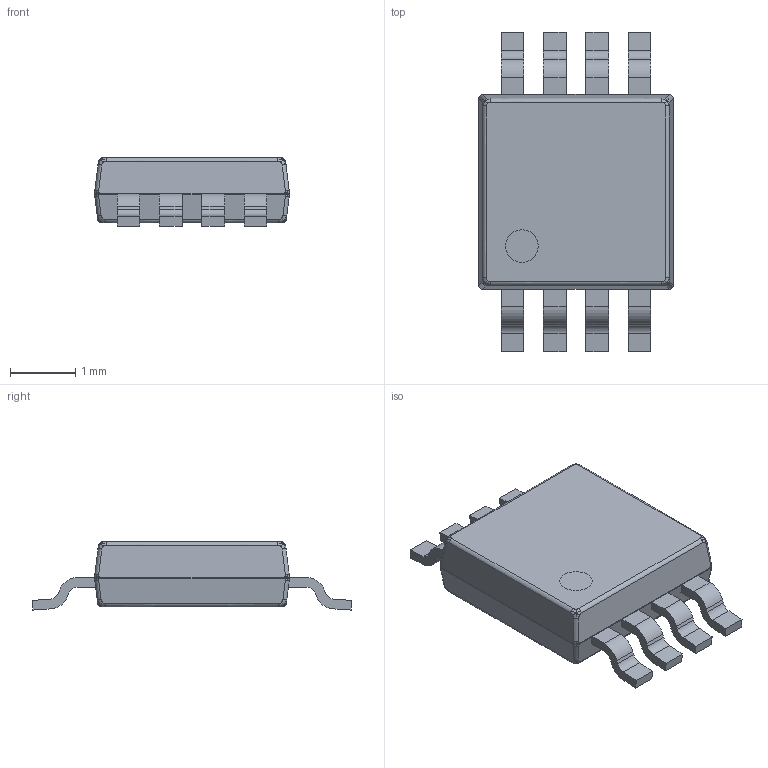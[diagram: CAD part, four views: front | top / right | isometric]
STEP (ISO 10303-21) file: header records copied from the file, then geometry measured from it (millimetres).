
FILE_DESCRIPTION(/* description */ (''),/* implementation_level */ '2;1');
FILE_NAME(/* name */ 'HVSSOP-8-3x3.step',/* time_stamp */ '2025-01-04T20:31:00+01:00',/* author */ (''),/* organization */ (''),/* preprocessor_version */ 'ST-DEVELOPER v20',/* originating_system */ 'Autodesk Translation Framework v13.20.0.188',/* authorisation */ '');
FILE_SCHEMA (('AUTOMOTIVE_DESIGN { 1 0 10303 214 3 1 1 }'));
Length unit declared in the file: millimetre
Products named in the file (2): HVSSOP-8-3x3; Pins
Assembly tree (1 placements, depth 2):
  HVSSOP-8-3x3
    Pins
Bounding box: 3 x 4.92 x 1.05 mm (x, y, z)
Volume: 9.1 mm3; surface area: 38.3 mm2
Topology: 10 solids, 10 shells, 235 faces, 598 edges, 384 vertices
Faces by surface type: bspline 108, plane 93, cylinder 34
Full cylindrical faces by diameter (mm): 0.5 x2
Entity records: 10552 total; most frequent: CARTESIAN_POINT 5464, ORIENTED_EDGE 1196, DIRECTION 790, EDGE_CURVE 598, VERTEX_POINT 384, AXIS2_PLACEMENT_3D 278, EDGE_LOOP 236, FACE_OUTER_BOUND 235
